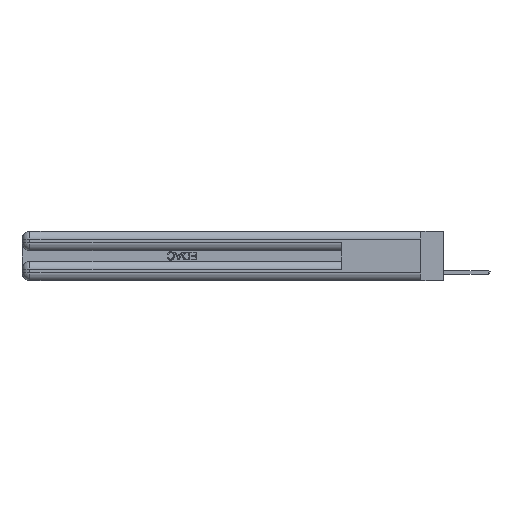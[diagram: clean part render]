
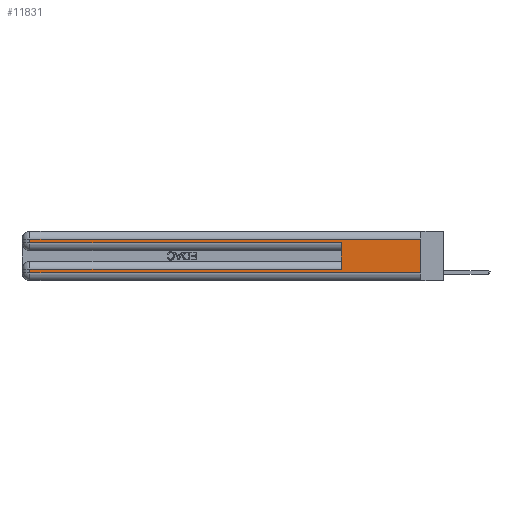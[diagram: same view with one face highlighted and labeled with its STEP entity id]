
A CAD part, left-side view. The second image highlights one B-rep face of the part: STEP entity #11831.
In plain terms, the highlighted planar face has unit normal (-1, 0, 0).
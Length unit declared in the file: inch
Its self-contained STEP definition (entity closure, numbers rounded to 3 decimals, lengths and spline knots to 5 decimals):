
#89 = DIRECTION ( 'NONE',  ( 0., 1., 0. ) ) ;
#439 = VERTEX_POINT ( 'NONE', #3895 ) ;
#1859 = DIRECTION ( 'NONE',  ( 0., 0., -1. ) ) ;
#1991 = CARTESIAN_POINT ( 'NONE',  ( 0., 2.94, 0.37 ) ) ;
#2353 = VERTEX_POINT ( 'NONE', #24603 ) ;
#2377 = VERTEX_POINT ( 'NONE', #5241 ) ;
#2540 = VECTOR ( 'NONE', #1859, 39.37008 ) ;
#2794 = VERTEX_POINT ( 'NONE', #25117 ) ;
#3184 = ORIENTED_EDGE ( 'NONE', *, *, #26540, .T. ) ;
#3267 = LINE ( 'NONE', #22638, #3587 ) ;
#3395 = DIRECTION ( 'NONE',  ( 0., 0., -1. ) ) ;
#3587 = VECTOR ( 'NONE', #11892, 39.37008 ) ;
#3895 = CARTESIAN_POINT ( 'NONE',  ( 0., 0.6, 0.085 ) ) ;
#4258 = LINE ( 'NONE', #1991, #2540 ) ;
#4616 = CARTESIAN_POINT ( 'NONE',  ( 0., 0., 0.31 ) ) ;
#4842 = VECTOR ( 'NONE', #14818, 39.37008 ) ;
#5241 = CARTESIAN_POINT ( 'NONE',  ( 0., 2.94, 0.285 ) ) ;
#5525 = PLANE ( 'NONE',  #17245 ) ;
#6987 = EDGE_CURVE ( 'NONE', #13441, #2353, #3267, .T. ) ;
#7147 = LINE ( 'NONE', #20287, #7811 ) ;
#7811 = VECTOR ( 'NONE', #15739, 39.37008 ) ;
#8295 = LINE ( 'NONE', #14767, #11377 ) ;
#8337 = ORIENTED_EDGE ( 'NONE', *, *, #26720, .T. ) ;
#9907 = LINE ( 'NONE', #26857, #27443 ) ;
#10885 = VERTEX_POINT ( 'NONE', #13375 ) ;
#11254 = EDGE_CURVE ( 'NONE', #439, #20185, #8295, .T. ) ;
#11377 = VECTOR ( 'NONE', #25664, 39.37008 ) ;
#11831 = ADVANCED_FACE ( 'NONE', ( #13986 ), #5525, .F. ) ;
#11892 = DIRECTION ( 'NONE',  ( 0., 0., -1. ) ) ;
#12301 = ORIENTED_EDGE ( 'NONE', *, *, #27547, .T. ) ;
#12742 = ORIENTED_EDGE ( 'NONE', *, *, #6987, .F. ) ;
#12985 = VECTOR ( 'NONE', #22846, 39.37008 ) ;
#13375 = CARTESIAN_POINT ( 'NONE',  ( 0., 2.94, 0.06 ) ) ;
#13441 = VERTEX_POINT ( 'NONE', #20457 ) ;
#13857 = EDGE_CURVE ( 'NONE', #15771, #2377, #7147, .T. ) ;
#13986 = FACE_OUTER_BOUND ( 'NONE', #19110, .T. ) ;
#14127 = CARTESIAN_POINT ( 'NONE',  ( 0., 0., 0.37 ) ) ;
#14418 = CARTESIAN_POINT ( 'NONE',  ( 0., 2.94, 0.31 ) ) ;
#14767 = CARTESIAN_POINT ( 'NONE',  ( 0., 0.6, 0.145 ) ) ;
#14818 = DIRECTION ( 'NONE',  ( 0., -1., 0. ) ) ;
#15739 = DIRECTION ( 'NONE',  ( 0., 0., -1. ) ) ;
#15771 = VERTEX_POINT ( 'NONE', #14418 ) ;
#15780 = ORIENTED_EDGE ( 'NONE', *, *, #27211, .T. ) ;
#16387 = DIRECTION ( 'NONE',  ( 0., -1., 0. ) ) ;
#16808 = CARTESIAN_POINT ( 'NONE',  ( 0., 0., 0.285 ) ) ;
#17245 = AXIS2_PLACEMENT_3D ( 'NONE', #14127, #22767, #3395 ) ;
#18780 = LINE ( 'NONE', #16808, #4842 ) ;
#19110 = EDGE_LOOP ( 'NONE', ( #12742, #15780, #19205, #8337, #26689, #12301, #25602, #3184 ) ) ;
#19205 = ORIENTED_EDGE ( 'NONE', *, *, #13857, .T. ) ;
#19303 = LINE ( 'NONE', #4616, #24731 ) ;
#20106 = EDGE_CURVE ( 'NONE', #2794, #10885, #4258, .T. ) ;
#20185 = VERTEX_POINT ( 'NONE', #25868 ) ;
#20287 = CARTESIAN_POINT ( 'NONE',  ( 0., 2.94, 0.37 ) ) ;
#20457 = CARTESIAN_POINT ( 'NONE',  ( 0., 0., 0.31 ) ) ;
#21143 = CARTESIAN_POINT ( 'NONE',  ( 0., 0., 0.085 ) ) ;
#22638 = CARTESIAN_POINT ( 'NONE',  ( 0., 0., 0.37 ) ) ;
#22767 = DIRECTION ( 'NONE',  ( 1., 0., 0. ) ) ;
#22846 = DIRECTION ( 'NONE',  ( 0., 1., 0. ) ) ;
#24603 = CARTESIAN_POINT ( 'NONE',  ( 0., 0., 0.06 ) ) ;
#24731 = VECTOR ( 'NONE', #89, 39.37008 ) ;
#25117 = CARTESIAN_POINT ( 'NONE',  ( 0., 2.94, 0.085 ) ) ;
#25250 = LINE ( 'NONE', #21143, #12985 ) ;
#25602 = ORIENTED_EDGE ( 'NONE', *, *, #20106, .T. ) ;
#25664 = DIRECTION ( 'NONE',  ( 0., 0., 1. ) ) ;
#25868 = CARTESIAN_POINT ( 'NONE',  ( 0., 0.6, 0.285 ) ) ;
#26540 = EDGE_CURVE ( 'NONE', #10885, #2353, #9907, .T. ) ;
#26689 = ORIENTED_EDGE ( 'NONE', *, *, #11254, .F. ) ;
#26720 = EDGE_CURVE ( 'NONE', #2377, #20185, #18780, .T. ) ;
#26857 = CARTESIAN_POINT ( 'NONE',  ( 0., 0., 0.06 ) ) ;
#27211 = EDGE_CURVE ( 'NONE', #13441, #15771, #19303, .T. ) ;
#27443 = VECTOR ( 'NONE', #16387, 39.37008 ) ;
#27547 = EDGE_CURVE ( 'NONE', #439, #2794, #25250, .T. ) ;
